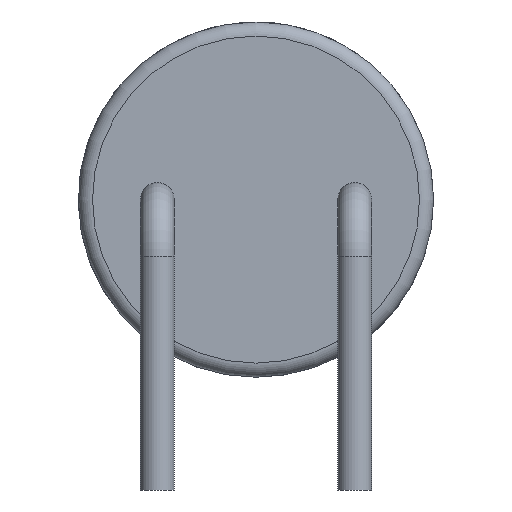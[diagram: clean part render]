
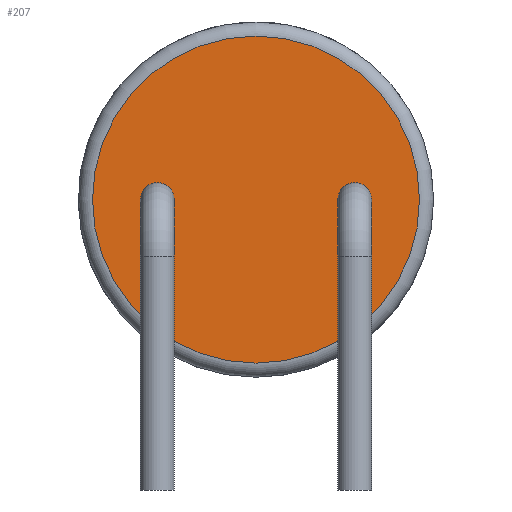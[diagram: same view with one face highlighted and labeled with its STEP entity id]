
A CAD part, front view. The second image highlights one B-rep face of the part: STEP entity #207.
In plain terms, the highlighted planar face has unit normal (0, -1, 0).
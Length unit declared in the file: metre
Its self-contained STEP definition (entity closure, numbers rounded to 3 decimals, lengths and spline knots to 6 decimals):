
#19=PLANE('',#296);
#33=ORIENTED_EDGE('',*,*,#73,.T.);
#34=ORIENTED_EDGE('',*,*,#74,.F.);
#35=ORIENTED_EDGE('',*,*,#75,.F.);
#73=EDGE_CURVE('',#93,#93,#109,.T.);
#74=EDGE_CURVE('',#94,#94,#110,.T.);
#75=EDGE_CURVE('',#95,#95,#111,.T.);
#93=VERTEX_POINT('',#419);
#94=VERTEX_POINT('',#421);
#95=VERTEX_POINT('',#423);
#109=CIRCLE('',#297,0.0029);
#110=CIRCLE('',#298,0.0003);
#111=CIRCLE('',#299,0.0003);
#126=EDGE_LOOP('',(#33));
#127=EDGE_LOOP('',(#34));
#128=EDGE_LOOP('',(#35));
#158=FACE_BOUND('',#126,.T.);
#159=FACE_BOUND('',#127,.T.);
#160=FACE_BOUND('',#128,.T.);
#207=ADVANCED_FACE('',(#158,#159,#160),#19,.T.);
#296=AXIS2_PLACEMENT_3D('',#417,#342,#343);
#297=AXIS2_PLACEMENT_3D('',#418,#344,#345);
#298=AXIS2_PLACEMENT_3D('',#420,#346,#347);
#299=AXIS2_PLACEMENT_3D('',#422,#348,#349);
#342=DIRECTION('',(0.,-1.,0.));
#343=DIRECTION('',(1.,0.,0.));
#344=DIRECTION('',(0.,-1.,0.));
#345=DIRECTION('',(0.,0.,-1.));
#346=DIRECTION('',(0.,-1.,0.));
#347=DIRECTION('',(0.,0.,-1.));
#348=DIRECTION('',(0.,-1.,0.));
#349=DIRECTION('',(0.,0.,-1.));
#417=CARTESIAN_POINT('',(0.,0.,0.));
#418=CARTESIAN_POINT('',(0.,0.,0.));
#419=CARTESIAN_POINT('',(0.,0.,-0.0029));
#420=CARTESIAN_POINT('',(0.00175,0.,0.));
#421=CARTESIAN_POINT('',(0.00175,0.,-0.0003));
#422=CARTESIAN_POINT('',(-0.00175,0.,0.));
#423=CARTESIAN_POINT('',(-0.00175,0.,-0.0003));
